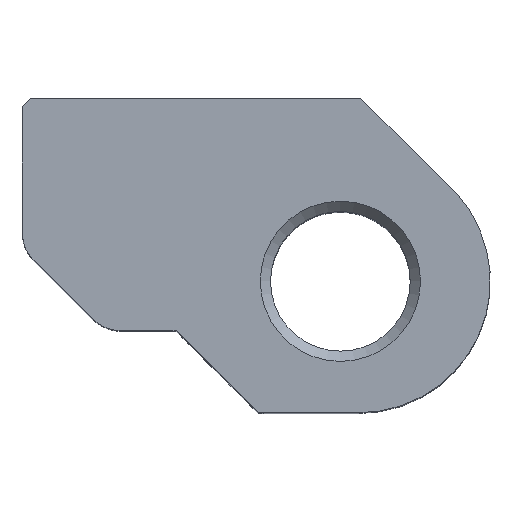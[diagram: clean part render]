
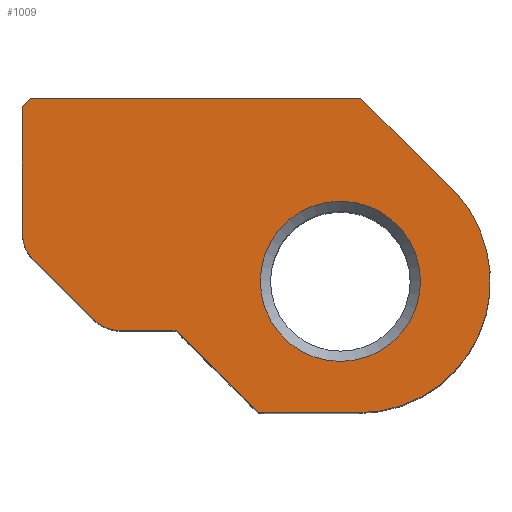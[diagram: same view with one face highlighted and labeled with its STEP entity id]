
A CAD part, top view. The second image highlights one B-rep face of the part: STEP entity #1009.
In plain terms, the highlighted planar face has unit normal (0, 0, 1).
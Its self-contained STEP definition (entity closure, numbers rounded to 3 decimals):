
#24=FACE_BOUND('',#125,.T.);
#43=CIRCLE('',#1090,1.95);
#44=CIRCLE('',#1092,1.);
#45=CIRCLE('',#1093,3.2);
#46=CIRCLE('',#1094,1.);
#71=FACE_OUTER_BOUND('',#124,.T.);
#124=EDGE_LOOP('',(#721,#722,#723,#724,#725,#726,#727,#728,#729,#730,#731));
#125=EDGE_LOOP('',(#732));
#202=LINE('',#1521,#324);
#203=LINE('',#1523,#325);
#204=LINE('',#1525,#326);
#205=LINE('',#1529,#327);
#206=LINE('',#1531,#328);
#207=LINE('',#1533,#329);
#208=LINE('',#1535,#330);
#209=LINE('',#1538,#331);
#324=VECTOR('',#1231,10.);
#325=VECTOR('',#1232,10.);
#326=VECTOR('',#1233,10.);
#327=VECTOR('',#1236,10.);
#328=VECTOR('',#1237,10.);
#329=VECTOR('',#1238,10.);
#330=VECTOR('',#1239,10.);
#331=VECTOR('',#1242,10.);
#441=VERTEX_POINT('',#1513);
#442=VERTEX_POINT('',#1517);
#443=VERTEX_POINT('',#1518);
#444=VERTEX_POINT('',#1520);
#445=VERTEX_POINT('',#1522);
#446=VERTEX_POINT('',#1524);
#447=VERTEX_POINT('',#1526);
#448=VERTEX_POINT('',#1528);
#449=VERTEX_POINT('',#1530);
#450=VERTEX_POINT('',#1532);
#451=VERTEX_POINT('',#1534);
#452=VERTEX_POINT('',#1536);
#549=EDGE_CURVE('',#441,#441,#43,.T.);
#551=EDGE_CURVE('',#442,#443,#44,.T.);
#552=EDGE_CURVE('',#442,#444,#202,.T.);
#553=EDGE_CURVE('',#444,#445,#203,.T.);
#554=EDGE_CURVE('',#445,#446,#204,.T.);
#555=EDGE_CURVE('',#446,#447,#45,.T.);
#556=EDGE_CURVE('',#447,#448,#205,.T.);
#557=EDGE_CURVE('',#448,#449,#206,.T.);
#558=EDGE_CURVE('',#450,#449,#207,.T.);
#559=EDGE_CURVE('',#450,#451,#208,.T.);
#560=EDGE_CURVE('',#452,#451,#46,.T.);
#561=EDGE_CURVE('',#452,#443,#209,.T.);
#721=ORIENTED_EDGE('',*,*,#551,.F.);
#722=ORIENTED_EDGE('',*,*,#552,.T.);
#723=ORIENTED_EDGE('',*,*,#553,.T.);
#724=ORIENTED_EDGE('',*,*,#554,.T.);
#725=ORIENTED_EDGE('',*,*,#555,.T.);
#726=ORIENTED_EDGE('',*,*,#556,.T.);
#727=ORIENTED_EDGE('',*,*,#557,.T.);
#728=ORIENTED_EDGE('',*,*,#558,.F.);
#729=ORIENTED_EDGE('',*,*,#559,.T.);
#730=ORIENTED_EDGE('',*,*,#560,.F.);
#731=ORIENTED_EDGE('',*,*,#561,.T.);
#732=ORIENTED_EDGE('',*,*,#549,.F.);
#964=PLANE('',#1091);
#1009=ADVANCED_FACE('',(#71,#24),#964,.T.);
#1090=AXIS2_PLACEMENT_3D('',#1514,#1224,#1225);
#1091=AXIS2_PLACEMENT_3D('',#1516,#1227,#1228);
#1092=AXIS2_PLACEMENT_3D('',#1519,#1229,#1230);
#1093=AXIS2_PLACEMENT_3D('',#1527,#1234,#1235);
#1094=AXIS2_PLACEMENT_3D('',#1537,#1240,#1241);
#1224=DIRECTION('center_axis',(0.,0.,1.));
#1225=DIRECTION('ref_axis',(-1.,0.,0.));
#1227=DIRECTION('center_axis',(0.,0.,1.));
#1228=DIRECTION('ref_axis',(1.,0.,0.));
#1229=DIRECTION('center_axis',(0.,0.,-1.));
#1230=DIRECTION('ref_axis',(-0.383,-0.924,0.));
#1231=DIRECTION('',(1.,0.,0.));
#1232=DIRECTION('',(0.707,-0.707,0.));
#1233=DIRECTION('',(1.,0.,0.));
#1234=DIRECTION('center_axis',(0.,0.,1.));
#1235=DIRECTION('ref_axis',(0.,-1.,0.));
#1236=DIRECTION('',(-0.707,0.707,0.));
#1237=DIRECTION('',(-1.,0.,0.));
#1238=DIRECTION('',(0.707,0.707,0.));
#1239=DIRECTION('',(0.,-1.,0.));
#1240=DIRECTION('center_axis',(0.,0.,-1.));
#1241=DIRECTION('ref_axis',(-0.924,-0.383,0.));
#1242=DIRECTION('',(0.707,-0.707,0.));
#1513=CARTESIAN_POINT('',(1.95,0.,5.5));
#1514=CARTESIAN_POINT('Origin',(0.,0.,5.5));
#1516=CARTESIAN_POINT('Origin',(-2.05,0.625,5.5));
#1517=CARTESIAN_POINT('',(-5.335,-1.2,5.5));
#1518=CARTESIAN_POINT('',(-6.042,-0.907,5.5));
#1519=CARTESIAN_POINT('Origin',(-5.335,-0.2,5.5));
#1520=CARTESIAN_POINT('',(-4.,-1.2,5.5));
#1521=CARTESIAN_POINT('',(-5.749,-1.2,5.5));
#1522=CARTESIAN_POINT('',(-2.,-3.2,5.5));
#1523=CARTESIAN_POINT('',(-4.,-1.2,5.5));
#1524=CARTESIAN_POINT('',(0.451,-3.2,5.5));
#1525=CARTESIAN_POINT('',(-2.,-3.2,5.5));
#1526=CARTESIAN_POINT('',(2.455,2.495,5.5));
#1527=CARTESIAN_POINT('Origin',(0.451,0.,5.5));
#1528=CARTESIAN_POINT('',(0.5,4.45,5.5));
#1529=CARTESIAN_POINT('',(2.455,2.495,5.5));
#1530=CARTESIAN_POINT('',(-7.55,4.45,5.5));
#1531=CARTESIAN_POINT('',(0.5,4.45,5.5));
#1532=CARTESIAN_POINT('',(-7.75,4.25,5.5));
#1533=CARTESIAN_POINT('',(-7.181,4.819,5.5));
#1534=CARTESIAN_POINT('',(-7.75,1.215,5.5));
#1535=CARTESIAN_POINT('',(-7.75,4.45,5.5));
#1536=CARTESIAN_POINT('',(-7.457,0.508,5.5));
#1537=CARTESIAN_POINT('Origin',(-6.75,1.215,5.5));
#1538=CARTESIAN_POINT('',(-7.75,0.801,5.5));
